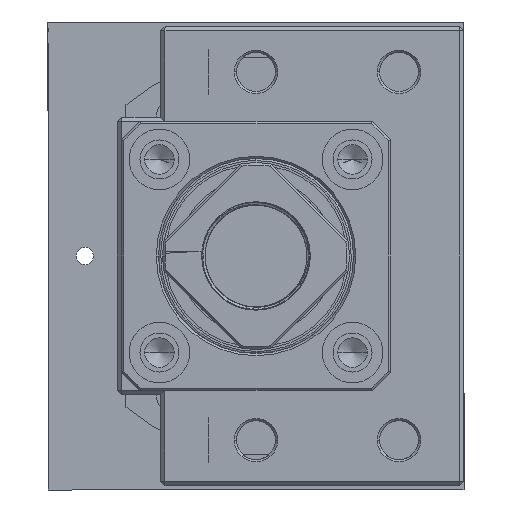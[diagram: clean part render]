
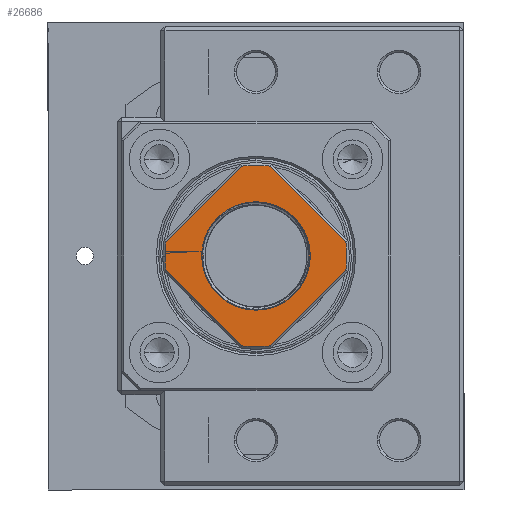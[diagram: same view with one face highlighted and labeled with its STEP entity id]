
A CAD part, left-side view. The second image highlights one B-rep face of the part: STEP entity #26686.
In plain terms, the highlighted face is planar.
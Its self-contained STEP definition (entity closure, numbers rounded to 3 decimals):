
#368 = CARTESIAN_POINT ( 'NONE',  ( 3.303, -42., 27.261 ) ) ;
#650 = CIRCLE ( 'NONE', #36304, 21. ) ;
#701 = DIRECTION ( 'NONE',  ( 0., 0., -1. ) ) ;
#849 = CARTESIAN_POINT ( 'NONE',  ( -3.303, -42., 27.261 ) ) ;
#850 = CARTESIAN_POINT ( 'NONE',  ( 11.932, -42., 51.404 ) ) ;
#1000 = DIRECTION ( 'NONE',  ( 0., -1., 0. ) ) ;
#1002 = EDGE_CURVE ( 'NONE', #28296, #1777, #10580, .T. ) ;
#1608 = VECTOR ( 'NONE', #17386, 1000. ) ;
#1777 = VERTEX_POINT ( 'NONE', #31379 ) ;
#2091 = EDGE_CURVE ( 'NONE', #6634, #8335, #15039, .T. ) ;
#2665 = CARTESIAN_POINT ( 'NONE',  ( 0., -42., 48. ) ) ;
#3701 = CARTESIAN_POINT ( 'NONE',  ( 12.203, -42., 49.897 ) ) ;
#4001 = VECTOR ( 'NONE', #10920, 1000. ) ;
#4238 = CARTESIAN_POINT ( 'NONE',  ( 20.739, -42., 44.697 ) ) ;
#4766 = CARTESIAN_POINT ( 'NONE',  ( 10.825, -42., 54.25 ) ) ;
#4963 = EDGE_CURVE ( 'NONE', #15033, #40078, #38223, .T. ) ;
#4969 = EDGE_CURVE ( 'NONE', #31979, #28296, #15179, .T. ) ;
#5381 = ORIENTED_EDGE ( 'NONE', *, *, #23260, .T. ) ;
#5532 = B_SPLINE_CURVE_WITH_KNOTS ( 'NONE', 3,
 ( #3701, #30609, #13998, #850, #27774, #37424, #40490, #23841 ),
 .UNSPECIFIED., .F., .F.,
 ( 4, 2, 2, 4 ),
 ( 0., 0.001, 0.002, 0.005 ),
 .UNSPECIFIED. ) ;
#5632 = PLANE ( 'NONE',  #40842 ) ;
#5806 = DIRECTION ( 'NONE',  ( 0., -1., 0. ) ) ;
#5844 = DIRECTION ( 'NONE',  ( 0., 1., 0. ) ) ;
#6110 = ORIENTED_EDGE ( 'NONE', *, *, #1002, .T. ) ;
#6530 = LINE ( 'NONE', #6771, #4001 ) ;
#6634 = VERTEX_POINT ( 'NONE', #25386 ) ;
#6637 = AXIS2_PLACEMENT_3D ( 'NONE', #26969, #29808, #43165 ) ;
#6771 = CARTESIAN_POINT ( 'NONE',  ( -20.739, -42., 51.303 ) ) ;
#7350 = EDGE_CURVE ( 'NONE', #22348, #7689, #650, .T. ) ;
#7689 = VERTEX_POINT ( 'NONE', #16891 ) ;
#7743 = CARTESIAN_POINT ( 'NONE',  ( 12.203, -42., 49.897 ) ) ;
#7834 = CARTESIAN_POINT ( 'NONE',  ( 0., -42., 48. ) ) ;
#8133 = EDGE_LOOP ( 'NONE', ( #23213, #19075, #20159, #6110, #28976 ) ) ;
#8335 = VERTEX_POINT ( 'NONE', #24637 ) ;
#8578 = ORIENTED_EDGE ( 'NONE', *, *, #39748, .T. ) ;
#8617 = VECTOR ( 'NONE', #10488, 1000. ) ;
#9978 = VERTEX_POINT ( 'NONE', #35936 ) ;
#10047 = CARTESIAN_POINT ( 'NONE',  ( 3.303, -42., 68.739 ) ) ;
#10049 = EDGE_LOOP ( 'NONE', ( #43005, #8578, #37102, #31031, #35916, #28668, #33495, #5381, #35377 ) ) ;
#10488 = DIRECTION ( 'NONE',  ( 0.707, 0., -0.707 ) ) ;
#10580 = CIRCLE ( 'NONE', #28751, 12.35 ) ;
#10920 = DIRECTION ( 'NONE',  ( 0.707, 0., 0.707 ) ) ;
#12183 = CARTESIAN_POINT ( 'NONE',  ( 20.739, -42., 51.303 ) ) ;
#13695 = EDGE_CURVE ( 'NONE', #9978, #31979, #32186, .T. ) ;
#13998 = CARTESIAN_POINT ( 'NONE',  ( 12.094, -42., 50.656 ) ) ;
#14192 = CARTESIAN_POINT ( 'NONE',  ( 7.744, -42., 57.62 ) ) ;
#14584 = CARTESIAN_POINT ( 'NONE',  ( 20.739, -42., 44.697 ) ) ;
#15033 = VERTEX_POINT ( 'NONE', #4238 ) ;
#15039 = CIRCLE ( 'NONE', #6637, 21. ) ;
#15179 = CIRCLE ( 'NONE', #39633, 12.35 ) ;
#15771 = CIRCLE ( 'NONE', #41639, 12.35 ) ;
#15862 = VECTOR ( 'NONE', #40846, 1000. ) ;
#16037 = DIRECTION ( 'NONE',  ( 0., 0., 1. ) ) ;
#16891 = CARTESIAN_POINT ( 'NONE',  ( 0., -42., 69. ) ) ;
#17170 = CARTESIAN_POINT ( 'NONE',  ( -3.303, -42., 27.261 ) ) ;
#17315 = EDGE_CURVE ( 'NONE', #24773, #6634, #29619, .T. ) ;
#17386 = DIRECTION ( 'NONE',  ( -0.707, 0., 0.707 ) ) ;
#17489 = CARTESIAN_POINT ( 'NONE',  ( 9.946, -42., 55.503 ) ) ;
#18014 = CARTESIAN_POINT ( 'NONE',  ( -3.303, -42., 68.739 ) ) ;
#18320 = DIRECTION ( 'NONE',  ( 0., 1., 0. ) ) ;
#19075 = ORIENTED_EDGE ( 'NONE', *, *, #13695, .T. ) ;
#19248 = AXIS2_PLACEMENT_3D ( 'NONE', #21822, #18320, #24893 ) ;
#19572 = CARTESIAN_POINT ( 'NONE',  ( 7.744, -42., 57.62 ) ) ;
#20159 = ORIENTED_EDGE ( 'NONE', *, *, #4969, .T. ) ;
#20338 = VERTEX_POINT ( 'NONE', #12183 ) ;
#20765 = LINE ( 'NONE', #10047, #8617 ) ;
#20977 = CARTESIAN_POINT ( 'NONE',  ( 8.359, -42., 57.16 ) ) ;
#21441 = EDGE_CURVE ( 'NONE', #20338, #15033, #38819, .T. ) ;
#21822 = CARTESIAN_POINT ( 'NONE',  ( 0., -42., 48. ) ) ;
#22336 = CIRCLE ( 'NONE', #30676, 21. ) ;
#22348 = VERTEX_POINT ( 'NONE', #18014 ) ;
#23213 = ORIENTED_EDGE ( 'NONE', *, *, #33877, .T. ) ;
#23260 = EDGE_CURVE ( 'NONE', #40078, #24773, #24659, .T. ) ;
#23736 = EDGE_CURVE ( 'NONE', #38064, #20338, #20765, .T. ) ;
#23841 = CARTESIAN_POINT ( 'NONE',  ( 10.825, -42., 54.25 ) ) ;
#24207 = CARTESIAN_POINT ( 'NONE',  ( 0., -42., 48. ) ) ;
#24637 = CARTESIAN_POINT ( 'NONE',  ( -20.739, -42., 51.303 ) ) ;
#24659 = CIRCLE ( 'NONE', #40025, 21. ) ;
#24773 = VERTEX_POINT ( 'NONE', #849 ) ;
#24893 = DIRECTION ( 'NONE',  ( 0., 0., 1. ) ) ;
#25386 = CARTESIAN_POINT ( 'NONE',  ( -20.739, -42., 44.697 ) ) ;
#25571 = CARTESIAN_POINT ( 'NONE',  ( 3.303, -42., 68.739 ) ) ;
#26298 = DIRECTION ( 'NONE',  ( 0., 1., 0. ) ) ;
#26686 = ADVANCED_FACE ( 'NONE', ( #31907, #42198 ), #5632, .T. ) ;
#26969 = CARTESIAN_POINT ( 'NONE',  ( 0., -42., 48. ) ) ;
#27774 = CARTESIAN_POINT ( 'NONE',  ( 11.833, -42., 51.776 ) ) ;
#27910 = DIRECTION ( 'NONE',  ( 0., 0., -1. ) ) ;
#27946 = DIRECTION ( 'NONE',  ( 0., 1., 0. ) ) ;
#28296 = VERTEX_POINT ( 'NONE', #35078 ) ;
#28668 = ORIENTED_EDGE ( 'NONE', *, *, #21441, .T. ) ;
#28751 = AXIS2_PLACEMENT_3D ( 'NONE', #30667, #40111, #701 ) ;
#28976 = ORIENTED_EDGE ( 'NONE', *, *, #37580, .T. ) ;
#29611 = CARTESIAN_POINT ( 'NONE',  ( 0., -42., 48. ) ) ;
#29619 = LINE ( 'NONE', #17170, #1608 ) ;
#29808 = DIRECTION ( 'NONE',  ( 0., 1., 0. ) ) ;
#29811 = EDGE_CURVE ( 'NONE', #7689, #38064, #22336, .T. ) ;
#30609 = CARTESIAN_POINT ( 'NONE',  ( 12.158, -42., 50.278 ) ) ;
#30667 = CARTESIAN_POINT ( 'NONE',  ( 0., -42., 48. ) ) ;
#30676 = AXIS2_PLACEMENT_3D ( 'NONE', #7834, #27946, #34962 ) ;
#30804 = CARTESIAN_POINT ( 'NONE',  ( 9.7, -42., 55.799 ) ) ;
#31031 = ORIENTED_EDGE ( 'NONE', *, *, #29811, .T. ) ;
#31379 = CARTESIAN_POINT ( 'NONE',  ( 0., -42., 35.65 ) ) ;
#31420 = VERTEX_POINT ( 'NONE', #7743 ) ;
#31907 = FACE_OUTER_BOUND ( 'NONE', #10049, .T. ) ;
#31979 = VERTEX_POINT ( 'NONE', #19572 ) ;
#32186 = B_SPLINE_CURVE_WITH_KNOTS ( 'NONE', 3,
 ( #4766, #37625, #37834, #17489, #30804, #34542, #20977, #14192 ),
 .UNSPECIFIED., .F., .F.,
 ( 4, 2, 2, 4 ),
 ( 0., 0.001, 0.002, 0.005 ),
 .UNSPECIFIED. ) ;
#32296 = CARTESIAN_POINT ( 'NONE',  ( 0., -42., 48. ) ) ;
#32540 = DIRECTION ( 'NONE',  ( 0., 0., 1. ) ) ;
#33495 = ORIENTED_EDGE ( 'NONE', *, *, #4963, .T. ) ;
#33877 = EDGE_CURVE ( 'NONE', #31420, #9978, #5532, .T. ) ;
#34542 = CARTESIAN_POINT ( 'NONE',  ( 8.924, -42., 56.647 ) ) ;
#34962 = DIRECTION ( 'NONE',  ( 0., 0., 1. ) ) ;
#35078 = CARTESIAN_POINT ( 'NONE',  ( 0., -42., 60.35 ) ) ;
#35377 = ORIENTED_EDGE ( 'NONE', *, *, #17315, .T. ) ;
#35916 = ORIENTED_EDGE ( 'NONE', *, *, #23736, .T. ) ;
#35936 = CARTESIAN_POINT ( 'NONE',  ( 10.825, -42., 54.25 ) ) ;
#36304 = AXIS2_PLACEMENT_3D ( 'NONE', #29611, #42769, #42974 ) ;
#37102 = ORIENTED_EDGE ( 'NONE', *, *, #7350, .T. ) ;
#37424 = CARTESIAN_POINT ( 'NONE',  ( 11.486, -42., 52.871 ) ) ;
#37580 = EDGE_CURVE ( 'NONE', #1777, #31420, #15771, .T. ) ;
#37625 = CARTESIAN_POINT ( 'NONE',  ( 10.623, -42., 54.577 ) ) ;
#37834 = CARTESIAN_POINT ( 'NONE',  ( 10.407, -42., 54.893 ) ) ;
#38064 = VERTEX_POINT ( 'NONE', #25571 ) ;
#38223 = LINE ( 'NONE', #14584, #15862 ) ;
#38457 = DIRECTION ( 'NONE',  ( 0., 0., -1. ) ) ;
#38819 = CIRCLE ( 'NONE', #19248, 21. ) ;
#39633 = AXIS2_PLACEMENT_3D ( 'NONE', #24207, #1000, #27910 ) ;
#39748 = EDGE_CURVE ( 'NONE', #8335, #22348, #6530, .T. ) ;
#40025 = AXIS2_PLACEMENT_3D ( 'NONE', #2665, #26298, #16037 ) ;
#40078 = VERTEX_POINT ( 'NONE', #368 ) ;
#40111 = DIRECTION ( 'NONE',  ( 0., -1., 0. ) ) ;
#40490 = CARTESIAN_POINT ( 'NONE',  ( 11.189, -42., 53.574 ) ) ;
#40842 = AXIS2_PLACEMENT_3D ( 'NONE', #41994, #5844, #32540 ) ;
#40846 = DIRECTION ( 'NONE',  ( -0.707, 0., -0.707 ) ) ;
#41639 = AXIS2_PLACEMENT_3D ( 'NONE', #32296, #5806, #38457 ) ;
#41994 = CARTESIAN_POINT ( 'NONE',  ( 0., -42., 69.5 ) ) ;
#42198 = FACE_BOUND ( 'NONE', #8133, .T. ) ;
#42769 = DIRECTION ( 'NONE',  ( 0., 1., 0. ) ) ;
#42974 = DIRECTION ( 'NONE',  ( 0., 0., 1. ) ) ;
#43005 = ORIENTED_EDGE ( 'NONE', *, *, #2091, .T. ) ;
#43165 = DIRECTION ( 'NONE',  ( 0., 0., 1. ) ) ;
